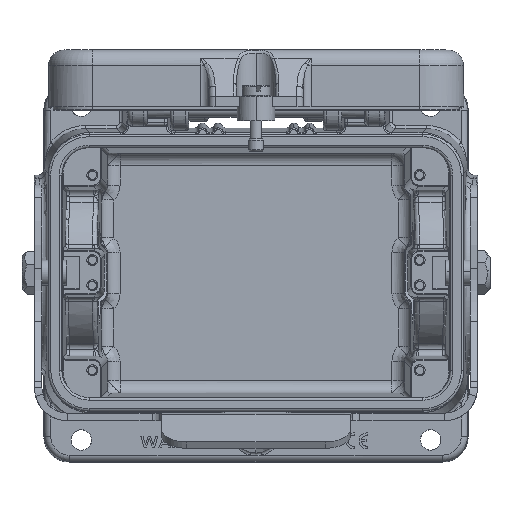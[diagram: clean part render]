
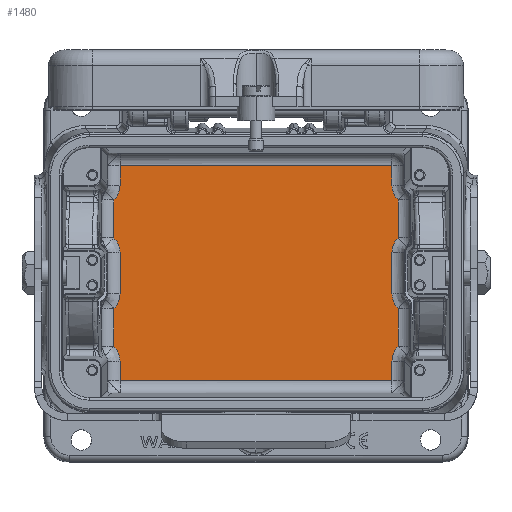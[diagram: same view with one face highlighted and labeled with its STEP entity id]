
A CAD part, top view. The second image highlights one B-rep face of the part: STEP entity #1480.
In plain terms, the highlighted planar face has unit normal (0, 0, 1).
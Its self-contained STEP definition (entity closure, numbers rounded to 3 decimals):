
#908=PLANE('',#18339);
#1480=ADVANCED_FACE('NONE',(#2964),#908,.T.);
#2964=FACE_OUTER_BOUND('',#4005,.T.);
#4005=EDGE_LOOP('',(#7398,#7399,#7400,#7401,#7402,#7403,#7404,#7405,#7406,
#7407,#7408,#7409,#7410,#7411,#7412,#7413,#7414,#7415,#7416,#7417));
#5119=B_SPLINE_CURVE_WITH_KNOTS('',3,(#27524,#27525,#27526,#27527),
 .UNSPECIFIED.,.F.,.F.,(4,4),(0.,1.),.UNSPECIFIED.);
#5120=B_SPLINE_CURVE_WITH_KNOTS('',3,(#27549,#27550,#27551,#27552),
 .UNSPECIFIED.,.F.,.F.,(4,4),(0.,1.),.UNSPECIFIED.);
#5128=B_SPLINE_CURVE_WITH_KNOTS('',3,(#27652,#27653,#27654,#27655),
 .UNSPECIFIED.,.F.,.F.,(4,4),(0.,1.),.UNSPECIFIED.);
#5129=B_SPLINE_CURVE_WITH_KNOTS('',3,(#27677,#27678,#27679,#27680),
 .UNSPECIFIED.,.F.,.F.,(4,4),(0.,1.),.UNSPECIFIED.);
#5134=B_SPLINE_CURVE_WITH_KNOTS('',3,(#27754,#27755,#27756,#27757),
 .UNSPECIFIED.,.F.,.F.,(4,4),(0.,1.),.UNSPECIFIED.);
#5135=B_SPLINE_CURVE_WITH_KNOTS('',3,(#27779,#27780,#27781,#27782),
 .UNSPECIFIED.,.F.,.F.,(4,4),(0.,1.),.UNSPECIFIED.);
#5142=B_SPLINE_CURVE_WITH_KNOTS('',3,(#27891,#27892,#27893,#27894),
 .UNSPECIFIED.,.F.,.F.,(4,4),(0.,1.),.UNSPECIFIED.);
#5148=B_SPLINE_CURVE_WITH_KNOTS('',3,(#27996,#27997,#27998,#27999),
 .UNSPECIFIED.,.F.,.F.,(4,4),(0.,1.),.UNSPECIFIED.);
#7398=ORIENTED_EDGE('',*,*,#13719,.T.);
#7399=ORIENTED_EDGE('',*,*,#13825,.T.);
#7400=ORIENTED_EDGE('',*,*,#13744,.T.);
#7401=ORIENTED_EDGE('',*,*,#13826,.T.);
#7402=ORIENTED_EDGE('',*,*,#13947,.T.);
#7403=ORIENTED_EDGE('',*,*,#13830,.T.);
#7404=ORIENTED_EDGE('',*,*,#13732,.T.);
#7405=ORIENTED_EDGE('',*,*,#13814,.T.);
#7406=ORIENTED_EDGE('',*,*,#13692,.T.);
#7407=ORIENTED_EDGE('',*,*,#13815,.T.);
#7408=ORIENTED_EDGE('',*,*,#13693,.T.);
#7409=ORIENTED_EDGE('',*,*,#13816,.T.);
#7410=ORIENTED_EDGE('',*,*,#13706,.T.);
#7411=ORIENTED_EDGE('',*,*,#13817,.T.);
#7412=ORIENTED_EDGE('',*,*,#13948,.T.);
#7413=ORIENTED_EDGE('',*,*,#13821,.T.);
#7414=ORIENTED_EDGE('',*,*,#13707,.T.);
#7415=ORIENTED_EDGE('',*,*,#13823,.T.);
#7416=ORIENTED_EDGE('',*,*,#13718,.T.);
#7417=ORIENTED_EDGE('',*,*,#13824,.T.);
#11862=VERTEX_POINT('',#27483);
#11863=VERTEX_POINT('',#27492);
#11864=VERTEX_POINT('',#27523);
#11865=VERTEX_POINT('',#27553);
#11866=VERTEX_POINT('',#27554);
#11868=VERTEX_POINT('',#27619);
#11870=VERTEX_POINT('',#27651);
#11871=VERTEX_POINT('',#27681);
#11872=VERTEX_POINT('',#27682);
#11874=VERTEX_POINT('',#27747);
#11875=VERTEX_POINT('',#27753);
#11876=VERTEX_POINT('',#27783);
#11877=VERTEX_POINT('',#27784);
#11878=VERTEX_POINT('',#27821);
#11880=VERTEX_POINT('',#27895);
#11887=VERTEX_POINT('',#27995);
#11916=VERTEX_POINT('',#28383);
#11919=VERTEX_POINT('',#28396);
#11920=VERTEX_POINT('',#28406);
#11923=VERTEX_POINT('',#28414);
#13692=EDGE_CURVE('NONE',#11863,#11864,#5119,.T.);
#13693=EDGE_CURVE('NONE',#11865,#11866,#5120,.T.);
#13706=EDGE_CURVE('NONE',#11868,#11870,#5128,.T.);
#13707=EDGE_CURVE('NONE',#11871,#11872,#5129,.T.);
#13718=EDGE_CURVE('NONE',#11874,#11875,#5134,.T.);
#13719=EDGE_CURVE('NONE',#11876,#11877,#5135,.T.);
#13732=EDGE_CURVE('NONE',#11880,#11862,#5142,.T.);
#13744=EDGE_CURVE('NONE',#11878,#11887,#5148,.T.);
#13814=EDGE_CURVE('NONE',#11862,#11863,#15968,.T.);
#13815=EDGE_CURVE('NONE',#11864,#11865,#15969,.T.);
#13816=EDGE_CURVE('NONE',#11866,#11868,#15970,.T.);
#13817=EDGE_CURVE('NONE',#11870,#11916,#15971,.T.);
#13821=EDGE_CURVE('NONE',#11919,#11871,#15974,.T.);
#13823=EDGE_CURVE('NONE',#11872,#11874,#15975,.T.);
#13824=EDGE_CURVE('NONE',#11875,#11876,#15976,.T.);
#13825=EDGE_CURVE('NONE',#11877,#11878,#15977,.T.);
#13826=EDGE_CURVE('NONE',#11887,#11920,#15978,.T.);
#13830=EDGE_CURVE('NONE',#11923,#11880,#15981,.T.);
#13947=EDGE_CURVE('NONE',#11920,#11923,#16042,.T.);
#13948=EDGE_CURVE('NONE',#11916,#11919,#16043,.T.);
#15968=LINE('',#28376,#17085);
#15969=LINE('',#28378,#17086);
#15970=LINE('',#28380,#17087);
#15971=LINE('',#28382,#17088);
#15974=LINE('',#28395,#17091);
#15975=LINE('',#28399,#17092);
#15976=LINE('',#28401,#17093);
#15977=LINE('',#28403,#17094);
#15978=LINE('',#28405,#17095);
#15981=LINE('',#28413,#17098);
#16042=LINE('',#28967,#17159);
#16043=LINE('',#28968,#17160);
#17085=VECTOR('',#20170,1.);
#17086=VECTOR('',#20173,1.);
#17087=VECTOR('',#20176,1.);
#17088=VECTOR('',#20179,1.);
#17091=VECTOR('',#20184,1.);
#17092=VECTOR('',#20189,1.);
#17093=VECTOR('',#20192,1.);
#17094=VECTOR('',#20195,1.);
#17095=VECTOR('',#20198,1.);
#17098=VECTOR('',#20205,1.);
#17159=VECTOR('',#20370,1.);
#17160=VECTOR('',#20371,1.);
#18339=AXIS2_PLACEMENT_3D('',#28969,#20372,#20373);
#20170=DIRECTION('',(0.,1.,0.));
#20173=DIRECTION('',(0.,1.,0.));
#20176=DIRECTION('',(0.,1.,0.));
#20179=DIRECTION('',(0.,1.,0.));
#20184=DIRECTION('',(0.,-1.,0.));
#20189=DIRECTION('',(0.,-1.,0.));
#20192=DIRECTION('',(0.,-1.,0.));
#20195=DIRECTION('',(0.,-1.,0.));
#20198=DIRECTION('',(0.,-1.,0.));
#20205=DIRECTION('',(0.,1.,0.));
#20370=DIRECTION('',(1.,0.,0.));
#20371=DIRECTION('',(-1.,0.,0.));
#20372=DIRECTION('',(0.,0.,1.));
#20373=DIRECTION('',(0.,1.,0.));
#27483=CARTESIAN_POINT('',(45.206,-23.264,-55.069));
#27492=CARTESIAN_POINT('',(45.206,-11.236,-55.069));
#27523=CARTESIAN_POINT('',(43.206,-6.546,-55.068));
#27524=CARTESIAN_POINT('',(45.206,-11.236,-55.069));
#27525=CARTESIAN_POINT('',(43.877,-9.955,-55.069));
#27526=CARTESIAN_POINT('',(43.21,-8.392,-55.069));
#27527=CARTESIAN_POINT('',(43.206,-6.546,-55.069));
#27549=CARTESIAN_POINT('',(43.206,6.546,-55.069));
#27550=CARTESIAN_POINT('',(43.21,8.392,-55.069));
#27551=CARTESIAN_POINT('',(43.877,9.955,-55.069));
#27552=CARTESIAN_POINT('',(45.206,11.236,-55.069));
#27553=CARTESIAN_POINT('',(43.206,6.546,-55.068));
#27554=CARTESIAN_POINT('',(45.206,11.236,-55.069));
#27619=CARTESIAN_POINT('',(45.206,23.264,-55.069));
#27651=CARTESIAN_POINT('',(43.206,27.954,-55.068));
#27652=CARTESIAN_POINT('',(45.206,23.264,-55.069));
#27653=CARTESIAN_POINT('',(43.877,24.545,-55.069));
#27654=CARTESIAN_POINT('',(43.21,26.108,-55.069));
#27655=CARTESIAN_POINT('',(43.206,27.954,-55.069));
#27677=CARTESIAN_POINT('',(-43.206,27.954,-55.069));
#27678=CARTESIAN_POINT('',(-43.21,26.108,-55.069));
#27679=CARTESIAN_POINT('',(-43.877,24.545,-55.069));
#27680=CARTESIAN_POINT('',(-45.206,23.264,-55.069));
#27681=CARTESIAN_POINT('',(-43.206,27.954,-55.068));
#27682=CARTESIAN_POINT('',(-45.206,23.264,-55.069));
#27747=CARTESIAN_POINT('',(-45.206,11.236,-55.069));
#27753=CARTESIAN_POINT('',(-43.206,6.546,-55.068));
#27754=CARTESIAN_POINT('',(-45.206,11.236,-55.069));
#27755=CARTESIAN_POINT('',(-43.877,9.955,-55.069));
#27756=CARTESIAN_POINT('',(-43.21,8.392,-55.069));
#27757=CARTESIAN_POINT('',(-43.206,6.546,-55.069));
#27779=CARTESIAN_POINT('',(-43.206,-6.546,-55.069));
#27780=CARTESIAN_POINT('',(-43.21,-8.392,-55.069));
#27781=CARTESIAN_POINT('',(-43.877,-9.955,-55.069));
#27782=CARTESIAN_POINT('',(-45.206,-11.236,-55.069));
#27783=CARTESIAN_POINT('',(-43.206,-6.546,-55.068));
#27784=CARTESIAN_POINT('',(-45.206,-11.236,-55.069));
#27821=CARTESIAN_POINT('',(-45.206,-23.264,-55.069));
#27891=CARTESIAN_POINT('',(43.206,-27.954,-55.069));
#27892=CARTESIAN_POINT('',(43.21,-26.108,-55.069));
#27893=CARTESIAN_POINT('',(43.877,-24.545,-55.069));
#27894=CARTESIAN_POINT('',(45.206,-23.264,-55.069));
#27895=CARTESIAN_POINT('',(43.206,-27.954,-55.068));
#27995=CARTESIAN_POINT('',(-43.206,-27.954,-55.068));
#27996=CARTESIAN_POINT('',(-45.206,-23.264,-55.069));
#27997=CARTESIAN_POINT('',(-43.877,-24.545,-55.069));
#27998=CARTESIAN_POINT('',(-43.21,-26.108,-55.069));
#27999=CARTESIAN_POINT('',(-43.206,-27.954,-55.069));
#28376=CARTESIAN_POINT('',(45.206,0.,-55.069));
#28378=CARTESIAN_POINT('',(43.206,0.,-55.069));
#28380=CARTESIAN_POINT('',(45.206,0.,-55.069));
#28382=CARTESIAN_POINT('',(43.206,0.,-55.069));
#28383=CARTESIAN_POINT('',(43.206,34.173,-55.069));
#28395=CARTESIAN_POINT('',(-43.206,0.,-55.069));
#28396=CARTESIAN_POINT('',(-43.206,34.173,-55.069));
#28399=CARTESIAN_POINT('',(-45.206,0.,-55.069));
#28401=CARTESIAN_POINT('',(-43.206,0.,-55.069));
#28403=CARTESIAN_POINT('',(-45.206,0.,-55.069));
#28405=CARTESIAN_POINT('',(-43.206,0.,-55.069));
#28406=CARTESIAN_POINT('',(-43.206,-34.173,-55.069));
#28413=CARTESIAN_POINT('',(43.206,0.,-55.069));
#28414=CARTESIAN_POINT('',(43.206,-34.173,-55.069));
#28967=CARTESIAN_POINT('',(49.436,-34.173,-55.069));
#28968=CARTESIAN_POINT('',(-49.424,34.173,-55.069));
#28969=CARTESIAN_POINT('',(0.,0.,-55.069));
